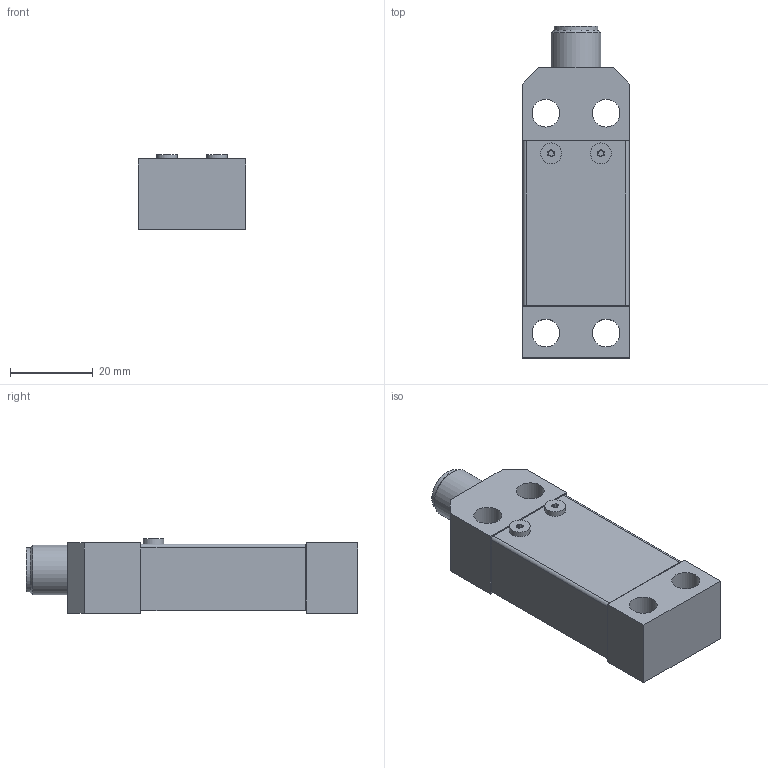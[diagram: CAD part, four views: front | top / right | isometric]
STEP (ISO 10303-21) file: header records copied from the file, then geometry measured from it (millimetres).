
FILE_DESCRIPTION(/* description */ ('Unknown'),/* implementation_level */ '2;1');
FILE_NAME(/* name */ 'DST53-xxxxx',/* time_stamp */ '2021-11-11T11:43:01+01:00',/* author */ ('Unknown'),/* organization */ ('Baumer'),/* preprocessor_version */ 'ST-DEVELOPER v16.7',/* originating_system */ 'Solid Edge',/* authorisation */ 'Unknown');
FILE_SCHEMA (('AUTOMOTIVE_DESIGN {1 0 10303 214 3 1 1}'));
Length unit declared in the file: millimetre
Products named in the file (1): D0001012609-DST53-xxxxx
Bounding box: 26 x 80 x 18.07 mm (x, y, z)
Volume: 27165.1 mm3; surface area: 9835.4 mm2
Topology: 1 solids, 10 shells, 293 faces, 796 edges, 530 vertices
Faces by surface type: plane 169, cylinder 95, cone 29
Full cylindrical faces by diameter (mm): 2.013 x4, 2.5 x4, 2.6 x2, 2.7 x2, 5 x2, 6.7 x4, 9.4 x4, 9.45 x5, 10.6 x1, 12 x1
Entity records: 10898 total; most frequent: DIRECTION 1550, CARTESIAN_POINT 1529, ORIENTED_EDGE 1444, EDGE_CURVE 722, AXIS2_PLACEMENT_3D 538, VERTEX_POINT 501, LINE 474, VECTOR 474
